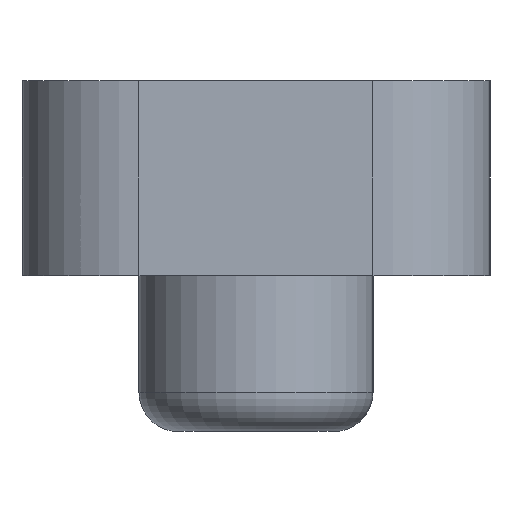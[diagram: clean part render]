
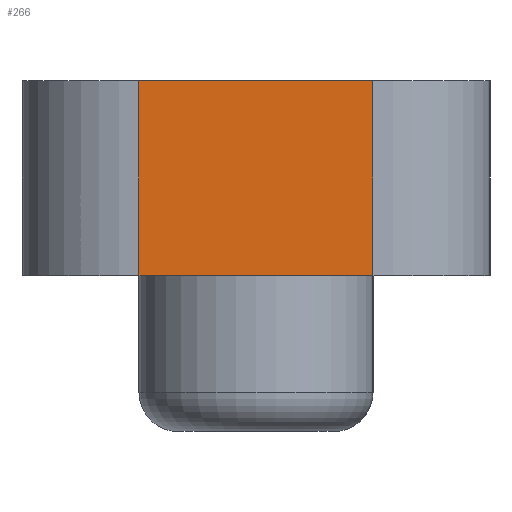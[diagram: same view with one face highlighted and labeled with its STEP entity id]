
A CAD part, left-side view. The second image highlights one B-rep face of the part: STEP entity #266.
In plain terms, the highlighted planar face has unit normal (-1, 0, 0).
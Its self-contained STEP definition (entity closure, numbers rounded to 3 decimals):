
#24=PLANE('',#314);
#40=FACE_OUTER_BOUND('',#56,.T.);
#56=EDGE_LOOP('',(#229,#230,#231,#232));
#68=LINE('',#431,#86);
#73=LINE('',#446,#91);
#74=LINE('',#449,#92);
#77=LINE('',#478,#95);
#86=VECTOR('',#340,10.);
#91=VECTOR('',#357,10.);
#92=VECTOR('',#360,10.);
#95=VECTOR('',#399,10.);
#124=VERTEX_POINT('',#428);
#125=VERTEX_POINT('',#430);
#129=VERTEX_POINT('',#444);
#130=VERTEX_POINT('',#448);
#150=EDGE_CURVE('',#124,#125,#68,.T.);
#158=EDGE_CURVE('',#129,#124,#73,.T.);
#159=EDGE_CURVE('',#125,#130,#74,.T.);
#173=EDGE_CURVE('',#130,#129,#77,.T.);
#229=ORIENTED_EDGE('',*,*,#158,.F.);
#230=ORIENTED_EDGE('',*,*,#173,.F.);
#231=ORIENTED_EDGE('',*,*,#159,.F.);
#232=ORIENTED_EDGE('',*,*,#150,.F.);
#266=ADVANCED_FACE('',(#40),#24,.T.);
#314=AXIS2_PLACEMENT_3D('',#477,#397,#398);
#340=DIRECTION('',(0.,-1.,0.));
#357=DIRECTION('',(0.,0.,1.));
#360=DIRECTION('',(0.,0.,-1.));
#397=DIRECTION('center_axis',(-1.,0.,0.));
#398=DIRECTION('ref_axis',(0.,-1.,0.));
#399=DIRECTION('',(0.,1.,0.));
#428=CARTESIAN_POINT('',(-17.5,36.5,7.5));
#430=CARTESIAN_POINT('',(-17.5,33.5,7.5));
#431=CARTESIAN_POINT('',(-17.5,32.,7.5));
#444=CARTESIAN_POINT('',(-17.5,36.5,5.));
#446=CARTESIAN_POINT('',(-17.5,36.5,5.));
#448=CARTESIAN_POINT('',(-17.5,33.5,5.));
#449=CARTESIAN_POINT('',(-17.5,33.5,5.));
#477=CARTESIAN_POINT('Origin',(-17.5,38.,5.));
#478=CARTESIAN_POINT('',(-17.5,32.,5.));
